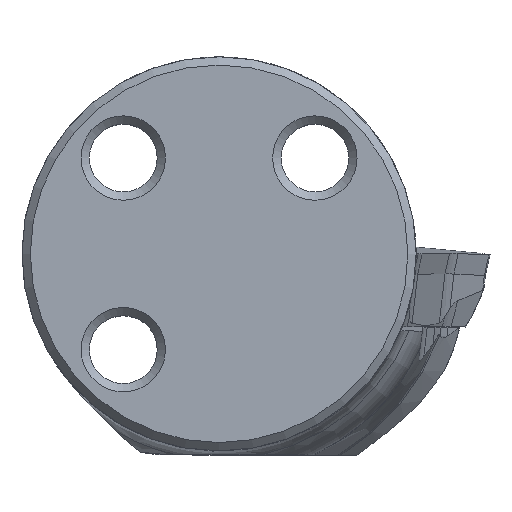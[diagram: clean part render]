
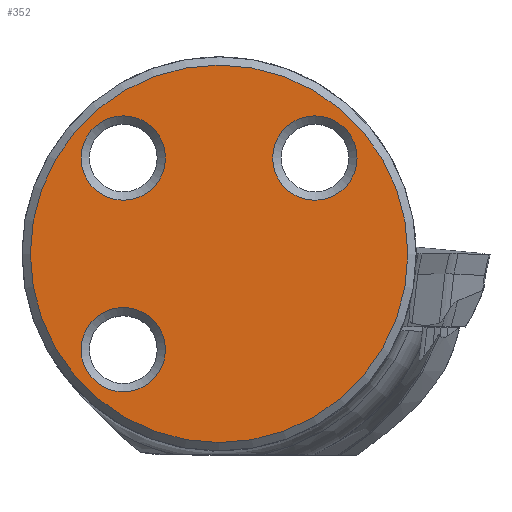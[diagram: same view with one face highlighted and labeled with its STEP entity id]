
A CAD part, top view. The second image highlights one B-rep face of the part: STEP entity #352.
In plain terms, the highlighted planar face has unit normal (0, 0, 1).
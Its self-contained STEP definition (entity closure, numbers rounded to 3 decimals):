
#86=FACE_BOUND('',#648,.T.);
#87=FACE_BOUND('',#649,.T.);
#88=FACE_BOUND('',#650,.T.);
#89=FACE_BOUND('',#651,.T.);
#240=PLANE('',#2716);
#352=ADVANCED_FACE('',(#86,#87,#88,#89),#240,.F.);
#648=EDGE_LOOP('',(#1447));
#649=EDGE_LOOP('',(#1448));
#650=EDGE_LOOP('',(#1449));
#651=EDGE_LOOP('',(#1450));
#746=CIRCLE('',#2711,15.325);
#747=CIRCLE('',#2713,3.425);
#748=CIRCLE('',#2714,3.425);
#749=CIRCLE('',#2715,3.425);
#1447=ORIENTED_EDGE('',*,*,#2179,.F.);
#1448=ORIENTED_EDGE('',*,*,#2180,.T.);
#1449=ORIENTED_EDGE('',*,*,#2181,.F.);
#1450=ORIENTED_EDGE('',*,*,#2178,.F.);
#1845=VERTEX_POINT('',#5201);
#1846=VERTEX_POINT('',#5204);
#1847=VERTEX_POINT('',#5206);
#1848=VERTEX_POINT('',#5208);
#2178=EDGE_CURVE('',#1845,#1845,#746,.T.);
#2179=EDGE_CURVE('',#1846,#1846,#747,.T.);
#2180=EDGE_CURVE('',#1847,#1847,#748,.T.);
#2181=EDGE_CURVE('',#1848,#1848,#749,.T.);
#2711=AXIS2_PLACEMENT_3D('',#5200,#3173,#3174);
#2713=AXIS2_PLACEMENT_3D('',#5203,#3177,#3178);
#2714=AXIS2_PLACEMENT_3D('',#5205,#3179,#3180);
#2715=AXIS2_PLACEMENT_3D('',#5207,#3181,#3182);
#2716=AXIS2_PLACEMENT_3D('',#5209,#3183,#3184);
#3173=DIRECTION('',(0.,0.,-1.));
#3174=DIRECTION('',(1.,0.,0.));
#3177=DIRECTION('',(0.,0.,1.));
#3178=DIRECTION('',(1.,0.,0.));
#3179=DIRECTION('',(0.,0.,-1.));
#3180=DIRECTION('',(1.,0.,0.));
#3181=DIRECTION('',(0.,0.,1.));
#3182=DIRECTION('',(1.,0.,0.));
#3183=DIRECTION('',(0.,0.,-1.));
#3184=DIRECTION('',(1.,0.,0.));
#5200=CARTESIAN_POINT('',(0.,0.,0.));
#5201=CARTESIAN_POINT('',(15.325,0.,0.));
#5203=CARTESIAN_POINT('',(-7.778,-7.778,0.));
#5204=CARTESIAN_POINT('',(-4.353,-7.778,0.));
#5205=CARTESIAN_POINT('',(-7.778,7.778,0.));
#5206=CARTESIAN_POINT('',(-4.353,7.778,0.));
#5207=CARTESIAN_POINT('',(7.778,7.778,0.));
#5208=CARTESIAN_POINT('',(11.203,7.778,0.));
#5209=CARTESIAN_POINT('',(0.,0.,0.));
